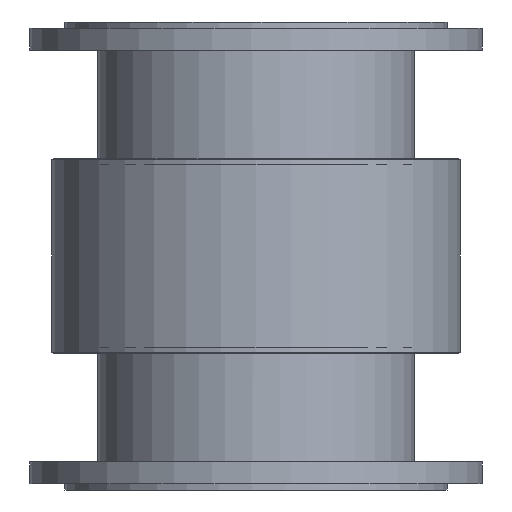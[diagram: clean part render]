
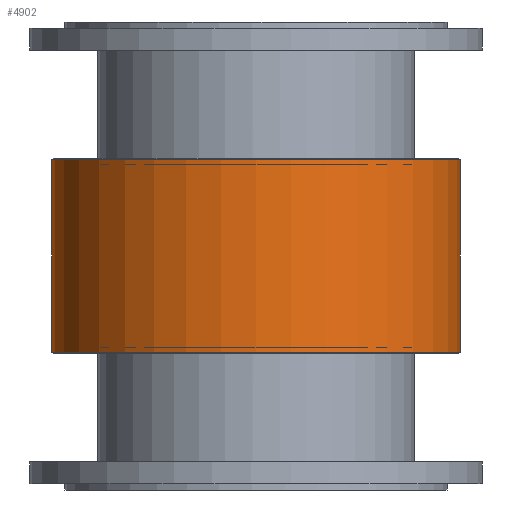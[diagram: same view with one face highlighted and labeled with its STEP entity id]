
A CAD part, front view. The second image highlights one B-rep face of the part: STEP entity #4902.
In plain terms, the highlighted cylindrical face has radius 262 mm (diameter 524 mm), a full revolution.
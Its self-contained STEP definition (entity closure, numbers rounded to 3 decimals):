
#136=B_SPLINE_CURVE_WITH_KNOTS('',3,(#7814,#7815,#7816,#7817,#7818,#7819,
#7820,#7821,#7822,#7823,#7824,#7825,#7826,#7827,#7828,#7829,#7830,#7831,
#7832,#7833,#7834,#7835,#7836,#7837,#7838,#7839,#7840,#7841,#7842,#7843,
#7844,#7845,#7846,#7847),.UNSPECIFIED.,.F.,.F.,(4,2,2,2,2,2,2,2,2,2,2,2,
2,2,2,2,4),(0.,0.377,0.754,1.131,1.507,
1.884,2.261,2.638,3.015,3.392,
3.768,4.145,4.522,4.899,5.276,
5.653,6.03),.UNSPECIFIED.);
#137=B_SPLINE_CURVE_WITH_KNOTS('',3,(#7848,#7849,#7850,#7851,#7852,#7853,
#7854,#7855,#7856,#7857,#7858,#7859,#7860,#7861,#7862,#7863,#7864,#7865,
#7866,#7867,#7868,#7869,#7870,#7871,#7872,#7873,#7874,#7875,#7876,#7877,
#7878,#7879,#7880,#7881),.UNSPECIFIED.,.F.,.F.,(4,2,2,2,2,2,2,2,2,2,2,2,
2,2,2,2,4),(6.03,6.406,6.783,7.16,
7.537,7.914,8.291,8.667,9.044,
9.421,9.798,10.175,10.552,10.928,
11.305,11.682,12.059),.UNSPECIFIED.);
#223=FACE_BOUND('',#946,.T.);
#416=CYLINDRICAL_SURFACE('',#5327,262.);
#571=FACE_OUTER_BOUND('',#945,.T.);
#945=EDGE_LOOP('',(#3458,#3459,#3460,#3461));
#946=EDGE_LOOP('',(#3462,#3463));
#1261=LINE('',#7890,#1497);
#1497=VECTOR('',#6190,262.);
#1782=CIRCLE('',#5325,262.);
#1783=CIRCLE('',#5328,262.);
#2114=VERTEX_POINT('',#7811);
#2115=VERTEX_POINT('',#7813);
#2116=VERTEX_POINT('',#7883);
#2117=VERTEX_POINT('',#7888);
#2607=EDGE_CURVE('',#2115,#2114,#136,.T.);
#2608=EDGE_CURVE('',#2114,#2115,#137,.T.);
#2609=EDGE_CURVE('',#2116,#2116,#1782,.T.);
#2611=EDGE_CURVE('',#2117,#2117,#1783,.T.);
#2612=EDGE_CURVE('',#2117,#2116,#1261,.T.);
#3458=ORIENTED_EDGE('',*,*,#2611,.F.);
#3459=ORIENTED_EDGE('',*,*,#2612,.T.);
#3460=ORIENTED_EDGE('',*,*,#2609,.F.);
#3461=ORIENTED_EDGE('',*,*,#2612,.F.);
#3462=ORIENTED_EDGE('',*,*,#2607,.T.);
#3463=ORIENTED_EDGE('',*,*,#2608,.T.);
#4902=ADVANCED_FACE('',(#571,#223),#416,.T.);
#5325=AXIS2_PLACEMENT_3D('',#7884,#6181,#6182);
#5327=AXIS2_PLACEMENT_3D('',#7887,#6186,#6187);
#5328=AXIS2_PLACEMENT_3D('',#7889,#6188,#6189);
#6181=DIRECTION('center_axis',(0.,0.,-1.));
#6182=DIRECTION('ref_axis',(1.,0.,0.));
#6186=DIRECTION('center_axis',(0.,0.,1.));
#6187=DIRECTION('ref_axis',(1.,0.,0.));
#6188=DIRECTION('center_axis',(0.,0.,1.));
#6189=DIRECTION('ref_axis',(1.,0.,0.));
#6190=DIRECTION('',(0.,0.,-1.));
#7811=CARTESIAN_POINT('',(2.037,265.207,0.));
#7813=CARTESIAN_POINT('',(-37.963,265.207,0.));
#7814=CARTESIAN_POINT('Ctrl Pts',(-37.963,265.207,0.));
#7815=CARTESIAN_POINT('Ctrl Pts',(-37.963,265.207,-1.256));
#7816=CARTESIAN_POINT('Ctrl Pts',(-37.843,265.216,-2.555));
#7817=CARTESIAN_POINT('Ctrl Pts',(-37.336,265.254,-5.139));
#7818=CARTESIAN_POINT('Ctrl Pts',(-36.95,265.283,-6.423));
#7819=CARTESIAN_POINT('Ctrl Pts',(-35.929,265.355,-8.887));
#7820=CARTESIAN_POINT('Ctrl Pts',(-35.294,265.398,-10.068));
#7821=CARTESIAN_POINT('Ctrl Pts',(-33.826,265.492,-12.252));
#7822=CARTESIAN_POINT('Ctrl Pts',(-32.993,265.541,-13.255));
#7823=CARTESIAN_POINT('Ctrl Pts',(-31.217,265.637,-15.03));
#7824=CARTESIAN_POINT('Ctrl Pts',(-30.215,265.687,-15.863));
#7825=CARTESIAN_POINT('Ctrl Pts',(-28.031,265.78,-17.331));
#7826=CARTESIAN_POINT('Ctrl Pts',(-26.85,265.823,-17.967));
#7827=CARTESIAN_POINT('Ctrl Pts',(-24.386,265.895,-18.987));
#7828=CARTESIAN_POINT('Ctrl Pts',(-23.101,265.924,-19.373));
#7829=CARTESIAN_POINT('Ctrl Pts',(-20.518,265.962,-19.88));
#7830=CARTESIAN_POINT('Ctrl Pts',(-19.219,265.971,-20.));
#7831=CARTESIAN_POINT('Ctrl Pts',(-16.707,265.971,-20.));
#7832=CARTESIAN_POINT('Ctrl Pts',(-15.408,265.962,-19.88));
#7833=CARTESIAN_POINT('Ctrl Pts',(-12.824,265.924,-19.373));
#7834=CARTESIAN_POINT('Ctrl Pts',(-11.54,265.895,-18.987));
#7835=CARTESIAN_POINT('Ctrl Pts',(-9.076,265.823,-17.967));
#7836=CARTESIAN_POINT('Ctrl Pts',(-7.895,265.78,-17.331));
#7837=CARTESIAN_POINT('Ctrl Pts',(-5.711,265.687,-15.863));
#7838=CARTESIAN_POINT('Ctrl Pts',(-4.708,265.637,-15.03));
#7839=CARTESIAN_POINT('Ctrl Pts',(-2.933,265.541,-13.255));
#7840=CARTESIAN_POINT('Ctrl Pts',(-2.1,265.492,-12.252));
#7841=CARTESIAN_POINT('Ctrl Pts',(-0.632,265.398,-10.068));
#7842=CARTESIAN_POINT('Ctrl Pts',(0.004,265.355,-8.887));
#7843=CARTESIAN_POINT('Ctrl Pts',(1.025,265.283,-6.423));
#7844=CARTESIAN_POINT('Ctrl Pts',(1.411,265.254,-5.139));
#7845=CARTESIAN_POINT('Ctrl Pts',(1.917,265.216,-2.555));
#7846=CARTESIAN_POINT('Ctrl Pts',(2.037,265.207,-1.256));
#7847=CARTESIAN_POINT('Ctrl Pts',(2.037,265.207,0.));
#7848=CARTESIAN_POINT('Ctrl Pts',(2.037,265.207,0.));
#7849=CARTESIAN_POINT('Ctrl Pts',(2.037,265.207,1.256));
#7850=CARTESIAN_POINT('Ctrl Pts',(1.917,265.216,2.555));
#7851=CARTESIAN_POINT('Ctrl Pts',(1.411,265.254,5.139));
#7852=CARTESIAN_POINT('Ctrl Pts',(1.025,265.283,6.423));
#7853=CARTESIAN_POINT('Ctrl Pts',(0.004,265.355,8.887));
#7854=CARTESIAN_POINT('Ctrl Pts',(-0.632,265.398,10.068));
#7855=CARTESIAN_POINT('Ctrl Pts',(-2.1,265.492,12.252));
#7856=CARTESIAN_POINT('Ctrl Pts',(-2.933,265.541,13.255));
#7857=CARTESIAN_POINT('Ctrl Pts',(-4.708,265.637,15.03));
#7858=CARTESIAN_POINT('Ctrl Pts',(-5.711,265.687,15.863));
#7859=CARTESIAN_POINT('Ctrl Pts',(-7.895,265.78,17.331));
#7860=CARTESIAN_POINT('Ctrl Pts',(-9.076,265.823,17.967));
#7861=CARTESIAN_POINT('Ctrl Pts',(-11.54,265.895,18.987));
#7862=CARTESIAN_POINT('Ctrl Pts',(-12.824,265.924,19.373));
#7863=CARTESIAN_POINT('Ctrl Pts',(-15.408,265.962,19.88));
#7864=CARTESIAN_POINT('Ctrl Pts',(-16.707,265.971,20.));
#7865=CARTESIAN_POINT('Ctrl Pts',(-19.219,265.971,20.));
#7866=CARTESIAN_POINT('Ctrl Pts',(-20.518,265.962,19.88));
#7867=CARTESIAN_POINT('Ctrl Pts',(-23.101,265.924,19.373));
#7868=CARTESIAN_POINT('Ctrl Pts',(-24.386,265.895,18.987));
#7869=CARTESIAN_POINT('Ctrl Pts',(-26.85,265.823,17.967));
#7870=CARTESIAN_POINT('Ctrl Pts',(-28.031,265.78,17.331));
#7871=CARTESIAN_POINT('Ctrl Pts',(-30.215,265.687,15.863));
#7872=CARTESIAN_POINT('Ctrl Pts',(-31.217,265.637,15.03));
#7873=CARTESIAN_POINT('Ctrl Pts',(-32.993,265.541,13.255));
#7874=CARTESIAN_POINT('Ctrl Pts',(-33.826,265.492,12.252));
#7875=CARTESIAN_POINT('Ctrl Pts',(-35.294,265.398,10.068));
#7876=CARTESIAN_POINT('Ctrl Pts',(-35.929,265.355,8.887));
#7877=CARTESIAN_POINT('Ctrl Pts',(-36.95,265.283,6.423));
#7878=CARTESIAN_POINT('Ctrl Pts',(-37.336,265.254,5.139));
#7879=CARTESIAN_POINT('Ctrl Pts',(-37.843,265.216,2.555));
#7880=CARTESIAN_POINT('Ctrl Pts',(-37.963,265.207,1.256));
#7881=CARTESIAN_POINT('Ctrl Pts',(-37.963,265.207,0.));
#7883=CARTESIAN_POINT('',(-279.963,3.971,-123.5));
#7884=CARTESIAN_POINT('Origin',(-17.963,3.971,-123.5));
#7887=CARTESIAN_POINT('Origin',(-17.963,3.971,0.));
#7888=CARTESIAN_POINT('',(-279.963,3.971,123.5));
#7889=CARTESIAN_POINT('Origin',(-17.963,3.971,123.5));
#7890=CARTESIAN_POINT('',(-279.963,3.971,0.));
